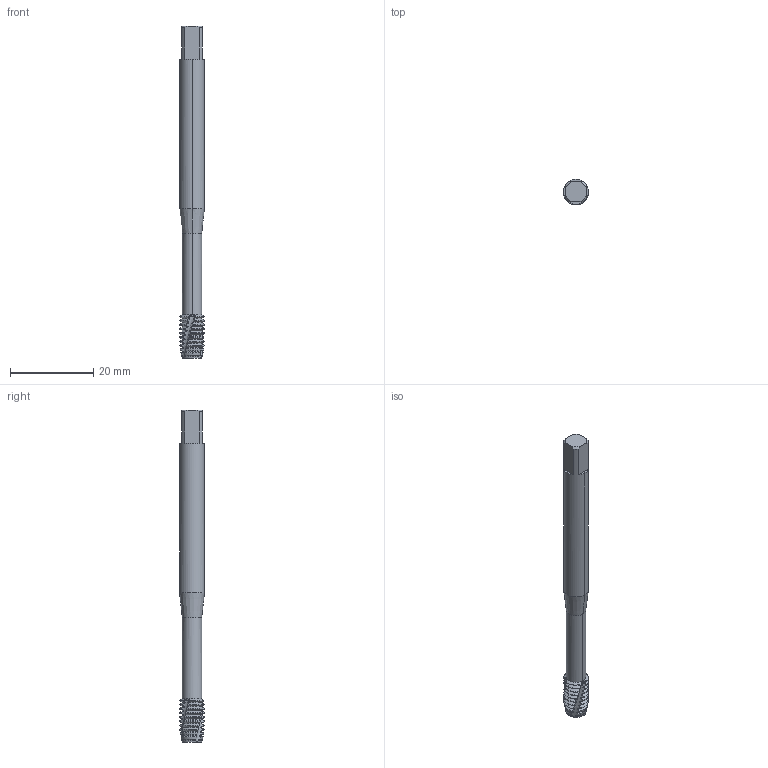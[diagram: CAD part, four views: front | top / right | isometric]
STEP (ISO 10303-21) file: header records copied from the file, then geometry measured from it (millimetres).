
FILE_DESCRIPTION(('no description'),'unknown implementation level');
FILE_NAME('solidSDPaZ_ieHkEA03cufiW9q5miAdc_1.STP',' ',('CIM GmbH Aachen'),('CADClick - KiM GmbH - www.kimweb.de'),'unknown preprocess','ACIS','unknown authorization');
FILE_SCHEMA(('automotive_design'));
Length unit declared in the file: millimetre
Products named in the file (2): 1; 2
Bounding box: 6 x 6 x 80 mm (x, y, z)
Volume: 1898 mm3; surface area: 1821.4 mm2
Topology: 2 solids, 2 shells, 254 faces, 711 edges, 458 vertices
Faces by surface type: cone 127, cylinder 101, plane 17, bspline 6, revolution 3
Entity records: 19138 total; most frequent: CARTESIAN_POINT 5106, STYLED_ITEM 1422, PRESENTATION_STYLE_ASSIGNMENT 1422, COLOUR_RGB 1422, ORIENTED_EDGE 1416, DIRECTION 1169, EDGE_CURVE 708, CURVE_STYLE 708
